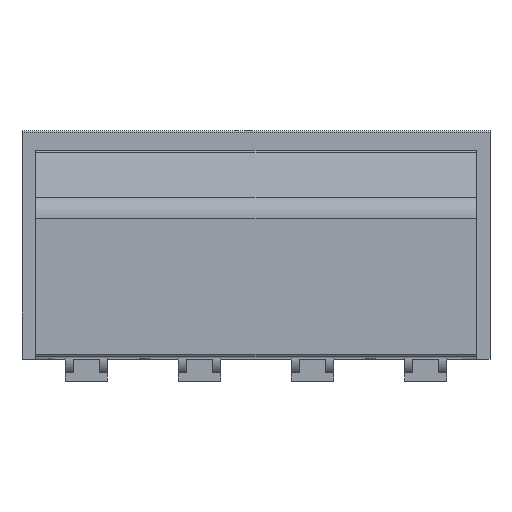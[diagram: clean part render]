
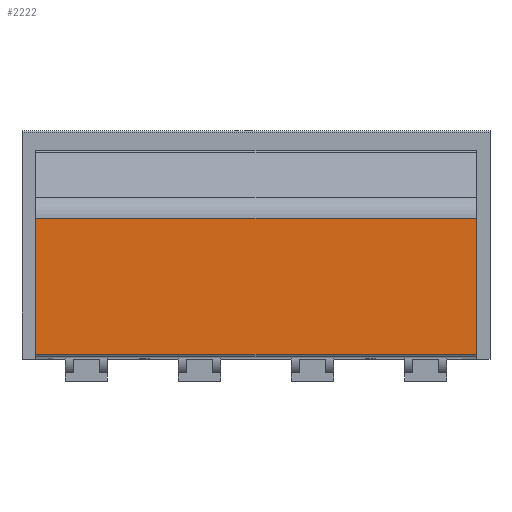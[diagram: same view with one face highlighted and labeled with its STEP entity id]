
A CAD part, front view. The second image highlights one B-rep face of the part: STEP entity #2222.
In plain terms, the highlighted planar face has unit normal (0, -1, 0).
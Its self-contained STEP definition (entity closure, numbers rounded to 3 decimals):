
#28 = VERTEX_POINT ( 'NONE', #1151 ) ;
#54 = VECTOR ( 'NONE', #2644, 1000. ) ;
#120 = DIRECTION ( 'NONE',  ( 1., 0., 0. ) ) ;
#228 = FACE_OUTER_BOUND ( 'NONE', #2221, .T. ) ;
#252 = CARTESIAN_POINT ( 'NONE',  ( 105.5, -39.6, 63.617 ) ) ;
#399 = VERTEX_POINT ( 'NONE', #1410 ) ;
#437 = CARTESIAN_POINT ( 'NONE',  ( 105.5, -39.6, 2.314 ) ) ;
#594 = DIRECTION ( 'NONE',  ( 0., 0., 1. ) ) ;
#767 = CARTESIAN_POINT ( 'NONE',  ( 105.5, -39.6, 63.617 ) ) ;
#836 = EDGE_CURVE ( 'NONE', #2311, #28, #1641, .T. ) ;
#858 = DIRECTION ( 'NONE',  ( 0., 1., 0. ) ) ;
#998 = CARTESIAN_POINT ( 'NONE',  ( 99.35, -39.6, 63.617 ) ) ;
#1151 = CARTESIAN_POINT ( 'NONE',  ( 99.35, -39.6, 63.617 ) ) ;
#1352 = EDGE_CURVE ( 'NONE', #28, #3362, #4000, .T. ) ;
#1410 = CARTESIAN_POINT ( 'NONE',  ( -99.35, -39.6, 2.314 ) ) ;
#1430 = EDGE_CURVE ( 'NONE', #3362, #399, #1434, .T. ) ;
#1432 = ORIENTED_EDGE ( 'NONE', *, *, #836, .F. ) ;
#1434 = LINE ( 'NONE', #437, #3098 ) ;
#1526 = PLANE ( 'NONE',  #3481 ) ;
#1531 = VECTOR ( 'NONE', #120, 1000. ) ;
#1641 = LINE ( 'NONE', #767, #1531 ) ;
#2078 = DIRECTION ( 'NONE',  ( -1., 0., 0. ) ) ;
#2221 = EDGE_LOOP ( 'NONE', ( #4066, #2519, #3962, #1432 ) ) ;
#2222 = ADVANCED_FACE ( 'NONE', ( #228 ), #1526, .F. ) ;
#2233 = VECTOR ( 'NONE', #2616, 1000. ) ;
#2311 = VERTEX_POINT ( 'NONE', #3845 ) ;
#2358 = CARTESIAN_POINT ( 'NONE',  ( -99.35, -39.6, 63.617 ) ) ;
#2519 = ORIENTED_EDGE ( 'NONE', *, *, #1430, .F. ) ;
#2616 = DIRECTION ( 'NONE',  ( 0., 0., 1. ) ) ;
#2629 = LINE ( 'NONE', #2358, #2233 ) ;
#2644 = DIRECTION ( 'NONE',  ( 0., 0., -1. ) ) ;
#3080 = EDGE_CURVE ( 'NONE', #399, #2311, #2629, .T. ) ;
#3098 = VECTOR ( 'NONE', #2078, 1000. ) ;
#3191 = CARTESIAN_POINT ( 'NONE',  ( 99.35, -39.6, 2.314 ) ) ;
#3362 = VERTEX_POINT ( 'NONE', #3191 ) ;
#3481 = AXIS2_PLACEMENT_3D ( 'NONE', #252, #858, #594 ) ;
#3845 = CARTESIAN_POINT ( 'NONE',  ( -99.35, -39.6, 63.617 ) ) ;
#3962 = ORIENTED_EDGE ( 'NONE', *, *, #1352, .F. ) ;
#4000 = LINE ( 'NONE', #998, #54 ) ;
#4066 = ORIENTED_EDGE ( 'NONE', *, *, #3080, .F. ) ;
